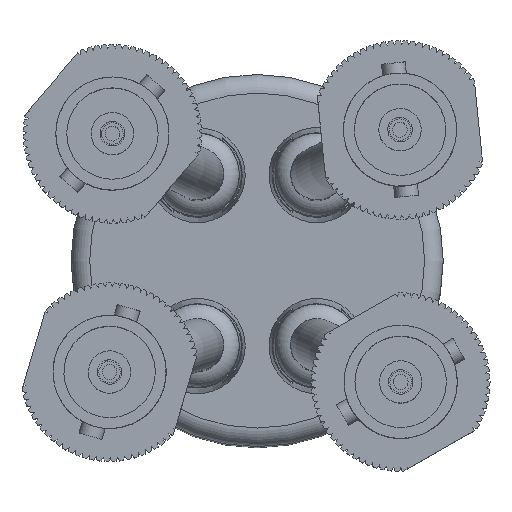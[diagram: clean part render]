
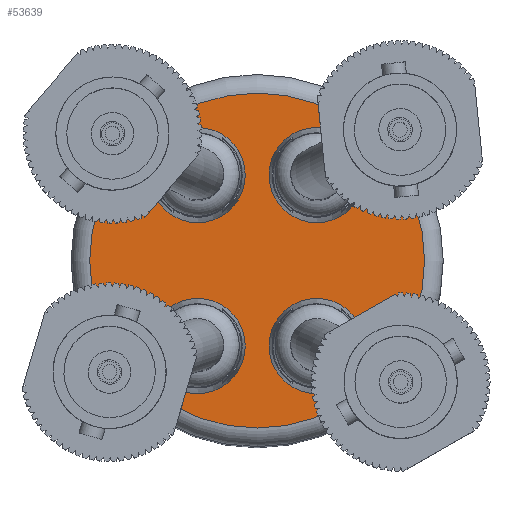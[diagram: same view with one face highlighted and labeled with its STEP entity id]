
A CAD part, top view. The second image highlights one B-rep face of the part: STEP entity #53639.
In plain terms, the highlighted planar face has unit normal (0, 0, 1).
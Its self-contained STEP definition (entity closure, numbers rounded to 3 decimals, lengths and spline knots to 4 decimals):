
#7597=FACE_BOUND('',#11396,.T.);
#7598=FACE_BOUND('',#11397,.T.);
#7599=FACE_BOUND('',#11398,.T.);
#7600=FACE_BOUND('',#11399,.T.);
#8272=FACE_OUTER_BOUND('',#11395,.T.);
#11395=EDGE_LOOP('',(#36424));
#11396=EDGE_LOOP('',(#36425));
#11397=EDGE_LOOP('',(#36426));
#11398=EDGE_LOOP('',(#36427));
#11399=EDGE_LOOP('',(#36428));
#18528=CIRCLE('',#56988,0.16);
#18530=CIRCLE('',#56991,0.16);
#18610=CIRCLE('',#57162,0.16);
#18622=CIRCLE('',#57181,0.16);
#18663=CIRCLE('',#57258,0.5625);
#22260=VERTEX_POINT('',#77469);
#22261=VERTEX_POINT('',#77474);
#22400=VERTEX_POINT('',#77943);
#22407=VERTEX_POINT('',#77976);
#22466=VERTEX_POINT('',#78159);
#27167=EDGE_CURVE('',#22260,#22260,#18528,.T.);
#27170=EDGE_CURVE('',#22261,#22261,#18530,.T.);
#27377=EDGE_CURVE('',#22400,#22400,#18610,.T.);
#27396=EDGE_CURVE('',#22407,#22407,#18622,.T.);
#27483=EDGE_CURVE('',#22466,#22466,#18663,.T.);
#36424=ORIENTED_EDGE('',*,*,#27483,.T.);
#36425=ORIENTED_EDGE('',*,*,#27167,.T.);
#36426=ORIENTED_EDGE('',*,*,#27170,.T.);
#36427=ORIENTED_EDGE('',*,*,#27377,.T.);
#36428=ORIENTED_EDGE('',*,*,#27396,.T.);
#52493=PLANE('',#57260);
#53639=ADVANCED_FACE('',(#8272,#7597,#7598,#7599,#7600),#52493,.T.);
#56988=AXIS2_PLACEMENT_3D('',#77471,#63320,#63321);
#56991=AXIS2_PLACEMENT_3D('',#77476,#63327,#63328);
#57162=AXIS2_PLACEMENT_3D('',#77945,#63780,#63781);
#57181=AXIS2_PLACEMENT_3D('',#77978,#63825,#63826);
#57258=AXIS2_PLACEMENT_3D('',#78160,#64025,#64026);
#57260=AXIS2_PLACEMENT_3D('',#78162,#64029,#64030);
#63320=DIRECTION('center_axis',(0.,0.,-1.));
#63321=DIRECTION('ref_axis',(0.,-1.,0.));
#63327=DIRECTION('center_axis',(0.,0.,-1.));
#63328=DIRECTION('ref_axis',(0.,-1.,0.));
#63780=DIRECTION('center_axis',(0.,0.,-1.));
#63781=DIRECTION('ref_axis',(0.,-1.,0.));
#63825=DIRECTION('center_axis',(0.,0.,-1.));
#63826=DIRECTION('ref_axis',(0.,-1.,0.));
#64025=DIRECTION('center_axis',(0.,0.,1.));
#64026=DIRECTION('ref_axis',(1.,0.,0.));
#64029=DIRECTION('center_axis',(0.,0.,1.));
#64030=DIRECTION('ref_axis',(1.,0.,0.));
#77469=CARTESIAN_POINT('',(0.2,-0.127,3.728));
#77471=CARTESIAN_POINT('Origin',(0.2,-0.287,3.728));
#77474=CARTESIAN_POINT('',(0.2,0.447,3.728));
#77476=CARTESIAN_POINT('Origin',(0.2,0.287,3.728));
#77943=CARTESIAN_POINT('',(-0.2,0.447,3.728));
#77945=CARTESIAN_POINT('Origin',(-0.2,0.287,3.728));
#77976=CARTESIAN_POINT('',(-0.2,-0.127,3.728));
#77978=CARTESIAN_POINT('Origin',(-0.2,-0.287,3.728));
#78159=CARTESIAN_POINT('',(-0.5625,0.,3.728));
#78160=CARTESIAN_POINT('Origin',(0.,0.,3.728));
#78162=CARTESIAN_POINT('Origin',(0.,0.,3.728));
